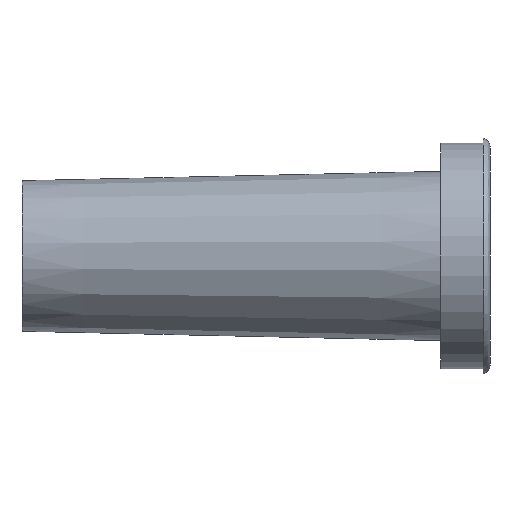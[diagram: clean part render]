
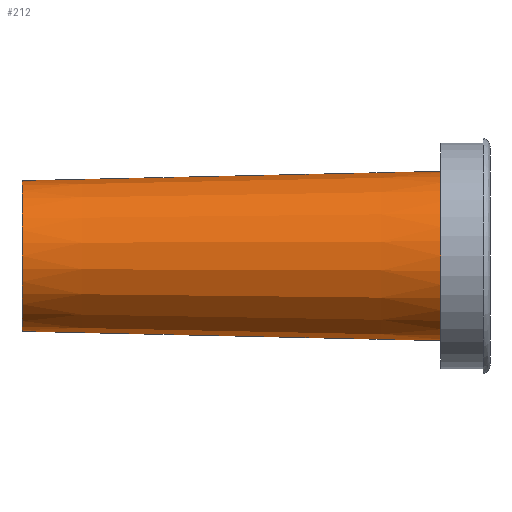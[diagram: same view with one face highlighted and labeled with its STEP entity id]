
A CAD part, left-side view. The second image highlights one B-rep face of the part: STEP entity #212.
In plain terms, the highlighted conical face has half-angle 1.276 degrees and reference radius 25.851 mm.
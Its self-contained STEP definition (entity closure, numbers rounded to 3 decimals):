
#157 = PLANE('',#158);
#158 = AXIS2_PLACEMENT_3D('',#159,#160,#161);
#159 = CARTESIAN_POINT('',(0.,141.,0.));
#160 = DIRECTION('',(0.,-1.,0.));
#161 = DIRECTION('',(0.,0.,-1.));
#177 = EDGE_CURVE('',#178,#178,#180,.T.);
#178 = VERTEX_POINT('',#179);
#179 = CARTESIAN_POINT('',(0.,141.,23.));
#180 = SURFACE_CURVE('',#181,(#186,#197),.PCURVE_S1.);
#181 = CIRCLE('',#182,23.);
#182 = AXIS2_PLACEMENT_3D('',#183,#184,#185);
#183 = CARTESIAN_POINT('',(0.,141.,0.));
#184 = DIRECTION('',(0.,1.,0.));
#185 = DIRECTION('',(0.,0.,1.));
#186 = PCURVE('',#157,#187);
#187 = DEFINITIONAL_REPRESENTATION('',(#188),#196);
#188 = ( BOUNDED_CURVE() B_SPLINE_CURVE(2,(#189,#190,#191,#192,#193,#194
,#195),.UNSPECIFIED.,.T.,.F.) B_SPLINE_CURVE_WITH_KNOTS((1,2,2,2,2,1),(
    -2.094,0.,2.094,4.189,6.283,
8.378),.UNSPECIFIED.) CURVE() GEOMETRIC_REPRESENTATION_ITEM() 
RATIONAL_B_SPLINE_CURVE((1.,0.5,1.,0.5,1.,0.5,1.)) REPRESENTATION_ITEM(
  '') );
#189 = CARTESIAN_POINT('',(-23.,0.));
#190 = CARTESIAN_POINT('',(-23.,39.837));
#191 = CARTESIAN_POINT('',(11.5,19.919));
#192 = CARTESIAN_POINT('',(46.,0.));
#193 = CARTESIAN_POINT('',(11.5,-19.919));
#194 = CARTESIAN_POINT('',(-23.,-39.837));
#195 = CARTESIAN_POINT('',(-23.,0.));
#196 = ( GEOMETRIC_REPRESENTATION_CONTEXT(2) 
PARAMETRIC_REPRESENTATION_CONTEXT() REPRESENTATION_CONTEXT('2D SPACE',''
  ) );
#197 = PCURVE('',#198,#203);
#198 = CONICAL_SURFACE('',#199,25.851,0.022);
#199 = AXIS2_PLACEMENT_3D('',#200,#201,#202);
#200 = CARTESIAN_POINT('',(0.,13.,0.));
#201 = DIRECTION('',(0.,-1.,0.));
#202 = DIRECTION('',(0.,0.,1.));
#203 = DEFINITIONAL_REPRESENTATION('',(#204),#208);
#204 = LINE('',#205,#206);
#205 = CARTESIAN_POINT('',(0.,-128.));
#206 = VECTOR('',#207,1.);
#207 = DIRECTION('',(-1.,0.));
#208 = ( GEOMETRIC_REPRESENTATION_CONTEXT(2) 
PARAMETRIC_REPRESENTATION_CONTEXT() REPRESENTATION_CONTEXT('2D SPACE',''
  ) );
#212 = ADVANCED_FACE('',(#213),#198,.T.);
#213 = FACE_BOUND('',#214,.T.);
#214 = EDGE_LOOP('',(#215,#248,#269,#270));
#215 = ORIENTED_EDGE('',*,*,#216,.T.);
#216 = EDGE_CURVE('',#217,#217,#219,.T.);
#217 = VERTEX_POINT('',#218);
#218 = CARTESIAN_POINT('',(0.,13.,25.851));
#219 = SURFACE_CURVE('',#220,(#225,#232),.PCURVE_S1.);
#220 = CIRCLE('',#221,25.851);
#221 = AXIS2_PLACEMENT_3D('',#222,#223,#224);
#222 = CARTESIAN_POINT('',(0.,13.,0.));
#223 = DIRECTION('',(0.,1.,0.));
#224 = DIRECTION('',(0.,0.,1.));
#225 = PCURVE('',#198,#226);
#226 = DEFINITIONAL_REPRESENTATION('',(#227),#231);
#227 = LINE('',#228,#229);
#228 = CARTESIAN_POINT('',(0.,0.));
#229 = VECTOR('',#230,1.);
#230 = DIRECTION('',(-1.,0.));
#231 = ( GEOMETRIC_REPRESENTATION_CONTEXT(2) 
PARAMETRIC_REPRESENTATION_CONTEXT() REPRESENTATION_CONTEXT('2D SPACE',''
  ) );
#232 = PCURVE('',#233,#238);
#233 = PLANE('',#234);
#234 = AXIS2_PLACEMENT_3D('',#235,#236,#237);
#235 = CARTESIAN_POINT('',(0.,13.,0.));
#236 = DIRECTION('',(0.,-1.,0.));
#237 = DIRECTION('',(0.,0.,-1.));
#238 = DEFINITIONAL_REPRESENTATION('',(#239),#247);
#239 = ( BOUNDED_CURVE() B_SPLINE_CURVE(2,(#240,#241,#242,#243,#244,#245
,#246),.UNSPECIFIED.,.T.,.F.) B_SPLINE_CURVE_WITH_KNOTS((1,2,2,2,2,1),(
    -2.094,0.,2.094,4.189,6.283,
8.378),.UNSPECIFIED.) CURVE() GEOMETRIC_REPRESENTATION_ITEM() 
RATIONAL_B_SPLINE_CURVE((1.,0.5,1.,0.5,1.,0.5,1.)) REPRESENTATION_ITEM(
  '') );
#240 = CARTESIAN_POINT('',(-25.851,0.));
#241 = CARTESIAN_POINT('',(-25.851,44.775));
#242 = CARTESIAN_POINT('',(12.926,22.388));
#243 = CARTESIAN_POINT('',(51.702,0.));
#244 = CARTESIAN_POINT('',(12.926,-22.388));
#245 = CARTESIAN_POINT('',(-25.851,-44.775));
#246 = CARTESIAN_POINT('',(-25.851,0.));
#247 = ( GEOMETRIC_REPRESENTATION_CONTEXT(2) 
PARAMETRIC_REPRESENTATION_CONTEXT() REPRESENTATION_CONTEXT('2D SPACE',''
  ) );
#248 = ORIENTED_EDGE('',*,*,#249,.T.);
#249 = EDGE_CURVE('',#217,#178,#250,.T.);
#250 = SEAM_CURVE('',#251,(#255,#262),.PCURVE_S1.);
#251 = LINE('',#252,#253);
#252 = CARTESIAN_POINT('',(0.,13.,25.851));
#253 = VECTOR('',#254,1.);
#254 = DIRECTION('',(0.,1.,
    -0.022));
#255 = PCURVE('',#198,#256);
#256 = DEFINITIONAL_REPRESENTATION('',(#257),#261);
#257 = LINE('',#258,#259);
#258 = CARTESIAN_POINT('',(0.,0.));
#259 = VECTOR('',#260,1.);
#260 = DIRECTION('',(0.,-1.));
#261 = ( GEOMETRIC_REPRESENTATION_CONTEXT(2) 
PARAMETRIC_REPRESENTATION_CONTEXT() REPRESENTATION_CONTEXT('2D SPACE',''
  ) );
#262 = PCURVE('',#198,#263);
#263 = DEFINITIONAL_REPRESENTATION('',(#264),#268);
#264 = LINE('',#265,#266);
#265 = CARTESIAN_POINT('',(-6.283,0.));
#266 = VECTOR('',#267,1.);
#267 = DIRECTION('',(0.,-1.));
#268 = ( GEOMETRIC_REPRESENTATION_CONTEXT(2) 
PARAMETRIC_REPRESENTATION_CONTEXT() REPRESENTATION_CONTEXT('2D SPACE',''
  ) );
#269 = ORIENTED_EDGE('',*,*,#177,.F.);
#270 = ORIENTED_EDGE('',*,*,#249,.F.);
